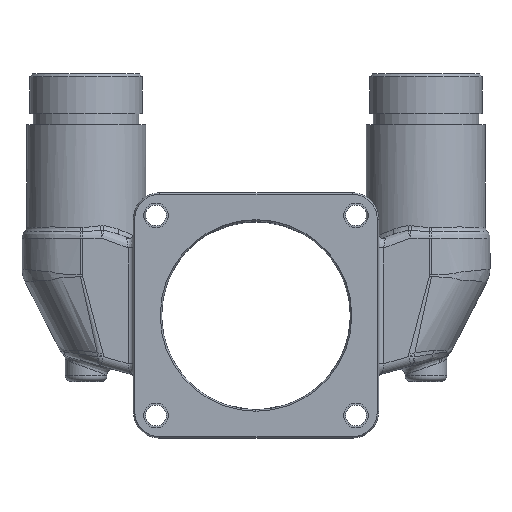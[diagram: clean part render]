
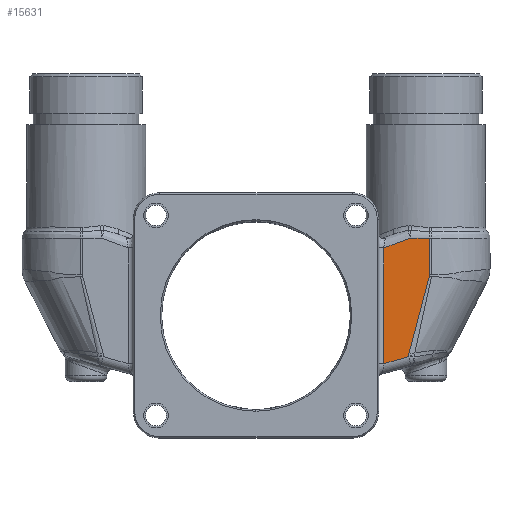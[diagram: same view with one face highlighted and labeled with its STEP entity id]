
A CAD part, front view. The second image highlights one B-rep face of the part: STEP entity #15631.
In plain terms, the highlighted planar face has unit normal (0, -1, 0).
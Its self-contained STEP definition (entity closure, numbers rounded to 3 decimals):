
#168 = CARTESIAN_POINT ( 'NONE',  ( 82.001, -34., 41. ) ) ;
#233 = CARTESIAN_POINT ( 'NONE',  ( 91.882, -34., 41. ) ) ;
#1802 = CARTESIAN_POINT ( 'NONE',  ( 91.882, -34., 21.455 ) ) ;
#1812 = CARTESIAN_POINT ( 'NONE',  ( 91.882, -34., 21.249 ) ) ;
#1814 = CARTESIAN_POINT ( 'NONE',  ( 91.855, -34., 21.045 ) ) ;
#1816 = CARTESIAN_POINT ( 'NONE',  ( 91.806, -34., 20.845 ) ) ;
#1863 = CARTESIAN_POINT ( 'NONE',  ( 80.897, -34., -20.566 ) ) ;
#1901 = CARTESIAN_POINT ( 'NONE',  ( 81.924, -34., -17.147 ) ) ;
#1903 = CARTESIAN_POINT ( 'NONE',  ( 82.888, -34., -13.711 ) ) ;
#1905 = CARTESIAN_POINT ( 'NONE',  ( 84.762, -34., -6.824 ) ) ;
#1907 = CARTESIAN_POINT ( 'NONE',  ( 85.67, -34., -3.372 ) ) ;
#1909 = CARTESIAN_POINT ( 'NONE',  ( 88.353, -34., 6.993 ) ) ;
#1911 = CARTESIAN_POINT ( 'NONE',  ( 90.087, -34., 13.917 ) ) ;
#1913 = CARTESIAN_POINT ( 'NONE',  ( 91.806, -34., 20.845 ) ) ;
#9847 = B_SPLINE_CURVE_WITH_KNOTS ( 'NONE', 3,
 ( #18410, #18423, #18424, #18425, #18426, #18427, #18428 ),
 .UNSPECIFIED., .F., .F.,
 ( 4, 3, 4 ),
 ( 0., 0.01, 0.015 ),
 .UNSPECIFIED. ) ;
#10343 = B_SPLINE_CURVE_WITH_KNOTS ( 'NONE', 3,
 ( #1802, #1812, #1814, #1816 ),
 .UNSPECIFIED., .F., .F.,
 ( 4, 4 ),
 ( 0., 0.001 ),
 .UNSPECIFIED. ) ;
#10346 = B_SPLINE_CURVE_WITH_KNOTS ( 'NONE', 3,
 ( #1863, #1901, #1903, #1905, #1907, #1909, #1911, #1913 ),
 .UNSPECIFIED., .F., .F.,
 ( 4, 2, 2, 4 ),
 ( 0., 0.011, 0.021, 0.043 ),
 .UNSPECIFIED. ) ;
#10405 = EDGE_CURVE ( 'NONE', #64168, #64103, #53636, .T. ) ;
#15631 = ADVANCED_FACE ( 'NONE', ( #28877 ), #42243, .F. ) ;
#15820 = VERTEX_POINT ( 'NONE', #42330 ) ;
#15821 = VERTEX_POINT ( 'NONE', #42331 ) ;
#15869 = VERTEX_POINT ( 'NONE', #42379 ) ;
#15875 = VERTEX_POINT ( 'NONE', #42385 ) ;
#15876 = VERTEX_POINT ( 'NONE', #42386 ) ;
#15877 = VERTEX_POINT ( 'NONE', #42387 ) ;
#18410 = CARTESIAN_POINT ( 'NONE',  ( 82.001, -34., 41. ) ) ;
#18423 = CARTESIAN_POINT ( 'NONE',  ( 78.869, -34., 39.86 ) ) ;
#18424 = CARTESIAN_POINT ( 'NONE',  ( 75.737, -34., 38.72 ) ) ;
#18425 = CARTESIAN_POINT ( 'NONE',  ( 72.604, -34., 37.58 ) ) ;
#18426 = CARTESIAN_POINT ( 'NONE',  ( 70.97, -34., 36.985 ) ) ;
#18427 = CARTESIAN_POINT ( 'NONE',  ( 69.335, -34., 36.39 ) ) ;
#18428 = CARTESIAN_POINT ( 'NONE',  ( 67.7, -34., 35.795 ) ) ;
#18787 = CARTESIAN_POINT ( 'NONE',  ( 91.882, -34., 46. ) ) ;
#18788 = DIRECTION ( 'NONE',  ( 0., 0., 1. ) ) ;
#19715 = CARTESIAN_POINT ( 'NONE',  ( -48.975, -34., -58.229 ) ) ;
#19716 = DIRECTION ( 'NONE',  ( 0.963, 0., 0.27 ) ) ;
#25993 = AXIS2_PLACEMENT_3D ( 'NONE', #42228, #42252, #42253 ) ;
#28877 = FACE_OUTER_BOUND ( 'NONE', #62818, .T. ) ;
#29049 = EDGE_CURVE ( 'NONE', #15869, #15875, #58397, .T. ) ;
#29222 = EDGE_CURVE ( 'NONE', #15821, #15820, #58800, .T. ) ;
#37642 = CARTESIAN_POINT ( 'NONE',  ( 81.12, -34., 41. ) ) ;
#37702 = DIRECTION ( 'NONE',  ( -1., 0., 0. ) ) ;
#41658 = EDGE_CURVE ( 'NONE', #64103, #15821, #9847, .T. ) ;
#41705 = EDGE_CURVE ( 'NONE', #15877, #64168, #59219, .T. ) ;
#41812 = EDGE_CURVE ( 'NONE', #15820, #15869, #59277, .T. ) ;
#42228 = CARTESIAN_POINT ( 'NONE',  ( -51., -34., -51. ) ) ;
#42243 = PLANE ( 'NONE',  #25993 ) ;
#42252 = DIRECTION ( 'NONE',  ( 0., 1., 0. ) ) ;
#42253 = DIRECTION ( 'NONE',  ( 0., 0., -1. ) ) ;
#42330 = CARTESIAN_POINT ( 'NONE',  ( 67.7, -34., -25.554 ) ) ;
#42331 = CARTESIAN_POINT ( 'NONE',  ( 67.7, -34., 35.795 ) ) ;
#42379 = CARTESIAN_POINT ( 'NONE',  ( 80.897, -34., -21.858 ) ) ;
#42385 = CARTESIAN_POINT ( 'NONE',  ( 80.897, -34., -20.566 ) ) ;
#42386 = CARTESIAN_POINT ( 'NONE',  ( 91.806, -34., 20.845 ) ) ;
#42387 = CARTESIAN_POINT ( 'NONE',  ( 91.882, -34., 21.455 ) ) ;
#48372 = ORIENTED_EDGE ( 'NONE', *, *, #41658, .T. ) ;
#48750 = ORIENTED_EDGE ( 'NONE', *, *, #41705, .T. ) ;
#48762 = ORIENTED_EDGE ( 'NONE', *, *, #29049, .T. ) ;
#48769 = ORIENTED_EDGE ( 'NONE', *, *, #64407, .F. ) ;
#48770 = ORIENTED_EDGE ( 'NONE', *, *, #10405, .T. ) ;
#48777 = ORIENTED_EDGE ( 'NONE', *, *, #64414, .T. ) ;
#48849 = ORIENTED_EDGE ( 'NONE', *, *, #29222, .T. ) ;
#48851 = ORIENTED_EDGE ( 'NONE', *, *, #41812, .T. ) ;
#53626 = VECTOR ( 'NONE', #37702, 1000. ) ;
#53636 = LINE ( 'NONE', #37642, #53626 ) ;
#55418 = CARTESIAN_POINT ( 'NONE',  ( 80.897, -34., -21. ) ) ;
#55433 = DIRECTION ( 'NONE',  ( 0., 0., 1. ) ) ;
#57950 = CARTESIAN_POINT ( 'NONE',  ( 67.7, -34., -26.31 ) ) ;
#57952 = DIRECTION ( 'NONE',  ( 0., 0., -1. ) ) ;
#58372 = VECTOR ( 'NONE', #55433, 1000. ) ;
#58397 = LINE ( 'NONE', #55418, #58372 ) ;
#58781 = VECTOR ( 'NONE', #57952, 1000. ) ;
#58800 = LINE ( 'NONE', #57950, #58781 ) ;
#59204 = VECTOR ( 'NONE', #18788, 1000. ) ;
#59219 = LINE ( 'NONE', #18787, #59204 ) ;
#59273 = VECTOR ( 'NONE', #19716, 1000. ) ;
#59277 = LINE ( 'NONE', #19715, #59273 ) ;
#62818 = EDGE_LOOP ( 'NONE', ( #48372, #48849, #48851, #48762, #48777, #48769, #48750, #48770 ) ) ;
#64103 = VERTEX_POINT ( 'NONE', #168 ) ;
#64168 = VERTEX_POINT ( 'NONE', #233 ) ;
#64407 = EDGE_CURVE ( 'NONE', #15877, #15876, #10343, .T. ) ;
#64414 = EDGE_CURVE ( 'NONE', #15875, #15876, #10346, .T. ) ;
